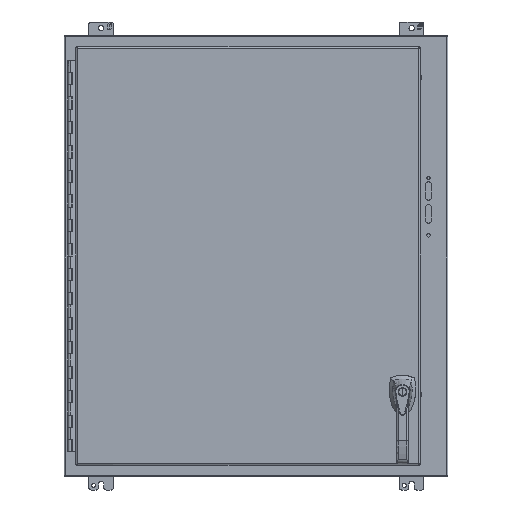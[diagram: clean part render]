
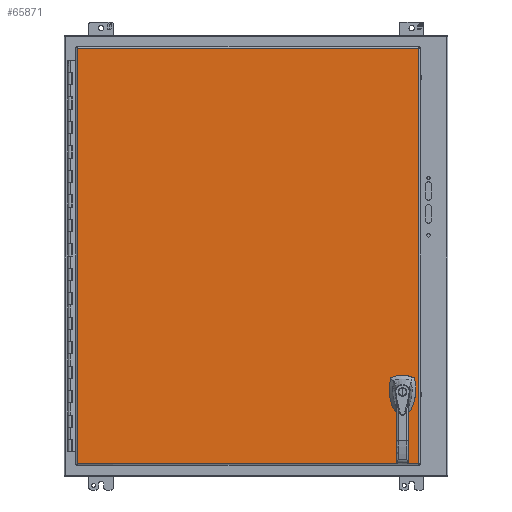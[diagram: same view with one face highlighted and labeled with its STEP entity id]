
A CAD part, front view. The second image highlights one B-rep face of the part: STEP entity #65871.
In plain terms, the highlighted planar face has unit normal (0, -1, 0).
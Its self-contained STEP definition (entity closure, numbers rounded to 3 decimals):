
#111 = VECTOR ( 'NONE', #69776, 1000. ) ;
#134 = ORIENTED_EDGE ( 'NONE', *, *, #79289, .T. ) ;
#1113 = CARTESIAN_POINT ( 'NONE',  ( 294.081, -276.228, -287.209 ) ) ;
#2602 = ORIENTED_EDGE ( 'NONE', *, *, #73206, .T. ) ;
#2874 = CARTESIAN_POINT ( 'NONE',  ( 337.909, -276.228, 431.444 ) ) ;
#4256 = CARTESIAN_POINT ( 'NONE',  ( 337.909, -276.228, -434.188 ) ) ;
#4937 = VECTOR ( 'NONE', #60572, 1000. ) ;
#5037 = ORIENTED_EDGE ( 'NONE', *, *, #67444, .T. ) ;
#11399 = DIRECTION ( 'NONE',  ( 0., 0., -1. ) ) ;
#11811 = CARTESIAN_POINT ( 'NONE',  ( 304.127, -276.228, -316.154 ) ) ;
#12078 = LINE ( 'NONE', #44798, #40449 ) ;
#13116 = DIRECTION ( 'NONE',  ( 1., 0., 0. ) ) ;
#14976 = DIRECTION ( 'NONE',  ( 0., 1., 0. ) ) ;
#15520 = CARTESIAN_POINT ( 'NONE',  ( 309.168, -276.228, -292.214 ) ) ;
#16390 = AXIS2_PLACEMENT_3D ( 'NONE', #44867, #37969, #24618 ) ;
#17401 = DIRECTION ( 'NONE',  ( 0., 1., 0. ) ) ;
#17721 = VECTOR ( 'NONE', #49540, 1000. ) ;
#17940 = VECTOR ( 'NONE', #30050, 1000. ) ;
#18497 = CIRCLE ( 'NONE', #59701, 11.24 ) ;
#18870 = ORIENTED_EDGE ( 'NONE', *, *, #72093, .F. ) ;
#20003 = EDGE_LOOP ( 'NONE', ( #43252, #77455, #2602, #53320 ) ) ;
#20184 = DIRECTION ( 'NONE',  ( 0., 0., -1. ) ) ;
#23176 = DIRECTION ( 'NONE',  ( 0., 0., -1. ) ) ;
#23288 = VERTEX_POINT ( 'NONE', #31737 ) ;
#23302 = VERTEX_POINT ( 'NONE', #76165 ) ;
#24531 = DIRECTION ( 'NONE',  ( 0., 0., -1. ) ) ;
#24618 = DIRECTION ( 'NONE',  ( 0., 0., -1. ) ) ;
#25232 = LINE ( 'NONE', #66135, #77440 ) ;
#26259 = CARTESIAN_POINT ( 'NONE',  ( 294.081, -276.228, -287.209 ) ) ;
#26995 = CARTESIAN_POINT ( 'NONE',  ( 294.081, -276.228, -277.128 ) ) ;
#27957 = VECTOR ( 'NONE', #13116, 1000. ) ;
#30050 = DIRECTION ( 'NONE',  ( 0., 0., -1. ) ) ;
#31737 = CARTESIAN_POINT ( 'NONE',  ( 337.909, -276.228, -431.444 ) ) ;
#34467 = DIRECTION ( 'NONE',  ( 0., 0., -1. ) ) ;
#34624 = VERTEX_POINT ( 'NONE', #62598 ) ;
#34817 = VERTEX_POINT ( 'NONE', #1113 ) ;
#35046 = EDGE_CURVE ( 'NONE', #50671, #73748, #41140, .T. ) ;
#36320 = ORIENTED_EDGE ( 'NONE', *, *, #71591, .T. ) ;
#37481 = FACE_OUTER_BOUND ( 'NONE', #20003, .T. ) ;
#37969 = DIRECTION ( 'NONE',  ( 0., 1., 0. ) ) ;
#39494 = EDGE_CURVE ( 'NONE', #23288, #39611, #69367, .T. ) ;
#39611 = VERTEX_POINT ( 'NONE', #2874 ) ;
#39676 = VECTOR ( 'NONE', #60707, 1000. ) ;
#39783 = CARTESIAN_POINT ( 'NONE',  ( 299.086, -276.228, -272.123 ) ) ;
#40449 = VECTOR ( 'NONE', #82815, 1000. ) ;
#41140 = LINE ( 'NONE', #48893, #4937 ) ;
#41657 = AXIS2_PLACEMENT_3D ( 'NONE', #77131, #78380, #24531 ) ;
#41882 = CARTESIAN_POINT ( 'NONE',  ( 304.127, -276.228, -320.396 ) ) ;
#42763 = EDGE_LOOP ( 'NONE', ( #80509, #134, #18870, #36320, #56775, #71888, #82913, #85377 ) ) ;
#43252 = ORIENTED_EDGE ( 'NONE', *, *, #39494, .T. ) ;
#44004 = CIRCLE ( 'NONE', #46681, 11.24 ) ;
#44798 = CARTESIAN_POINT ( 'NONE',  ( -373.723, -276.228, 431.444 ) ) ;
#44867 = CARTESIAN_POINT ( 'NONE',  ( 304.127, -276.228, -282.169 ) ) ;
#46040 = AXIS2_PLACEMENT_3D ( 'NONE', #11811, #17401, #11399 ) ;
#46448 = EDGE_CURVE ( 'NONE', #56344, #73748, #18497, .T. ) ;
#46681 = AXIS2_PLACEMENT_3D ( 'NONE', #82704, #83142, #23176 ) ;
#46800 = CARTESIAN_POINT ( 'NONE',  ( -370.98, -276.228, -431.444 ) ) ;
#48661 = AXIS2_PLACEMENT_3D ( 'NONE', #79195, #14976, #20184 ) ;
#48893 = CARTESIAN_POINT ( 'NONE',  ( 314.173, -276.228, -277.128 ) ) ;
#49540 = DIRECTION ( 'NONE',  ( -1., 0., 0. ) ) ;
#49847 = CARTESIAN_POINT ( 'NONE',  ( -370.98, -276.228, -434.188 ) ) ;
#50671 = VERTEX_POINT ( 'NONE', #54410 ) ;
#53158 = DIRECTION ( 'NONE',  ( 1., 0., 0. ) ) ;
#53320 = ORIENTED_EDGE ( 'NONE', *, *, #78638, .T. ) ;
#54410 = CARTESIAN_POINT ( 'NONE',  ( 314.173, -276.228, -287.209 ) ) ;
#54497 = VERTEX_POINT ( 'NONE', #39783 ) ;
#54883 = VERTEX_POINT ( 'NONE', #26995 ) ;
#55522 = EDGE_LOOP ( 'NONE', ( #5037 ) ) ;
#56344 = VERTEX_POINT ( 'NONE', #66777 ) ;
#56775 = ORIENTED_EDGE ( 'NONE', *, *, #62190, .F. ) ;
#58258 = CIRCLE ( 'NONE', #48661, 11.24 ) ;
#58520 = FACE_BOUND ( 'NONE', #42763, .T. ) ;
#59701 = AXIS2_PLACEMENT_3D ( 'NONE', #72853, #67206, #34467 ) ;
#60572 = DIRECTION ( 'NONE',  ( 0., 0., 1. ) ) ;
#60707 = DIRECTION ( 'NONE',  ( 0., 0., -1. ) ) ;
#62190 = EDGE_CURVE ( 'NONE', #56344, #54497, #70691, .T. ) ;
#62598 = CARTESIAN_POINT ( 'NONE',  ( 299.086, -276.228, -292.214 ) ) ;
#63503 = VERTEX_POINT ( 'NONE', #46800 ) ;
#65674 = CARTESIAN_POINT ( 'NONE',  ( 309.168, -276.228, -292.214 ) ) ;
#65871 = ADVANCED_FACE ( 'NONE', ( #58520, #37481, #70255 ), #77549, .T. ) ;
#66135 = CARTESIAN_POINT ( 'NONE',  ( -373.723, -276.228, -431.444 ) ) ;
#66245 = EDGE_CURVE ( 'NONE', #34624, #82121, #78189, .T. ) ;
#66777 = CARTESIAN_POINT ( 'NONE',  ( 309.168, -276.228, -272.123 ) ) ;
#67206 = DIRECTION ( 'NONE',  ( 0., 1., 0. ) ) ;
#67444 = EDGE_CURVE ( 'NONE', #71100, #71100, #76352, .T. ) ;
#68870 = LINE ( 'NONE', #49847, #17940 ) ;
#69367 = LINE ( 'NONE', #4256, #111 ) ;
#69776 = DIRECTION ( 'NONE',  ( 0., 0., 1. ) ) ;
#70255 = FACE_BOUND ( 'NONE', #55522, .T. ) ;
#70262 = CARTESIAN_POINT ( 'NONE',  ( 299.086, -276.228, -272.123 ) ) ;
#70691 = LINE ( 'NONE', #70262, #17721 ) ;
#71100 = VERTEX_POINT ( 'NONE', #41882 ) ;
#71591 = EDGE_CURVE ( 'NONE', #54883, #54497, #44004, .T. ) ;
#71888 = ORIENTED_EDGE ( 'NONE', *, *, #46448, .T. ) ;
#72093 = EDGE_CURVE ( 'NONE', #54883, #34817, #80132, .T. ) ;
#72853 = CARTESIAN_POINT ( 'NONE',  ( 304.127, -276.228, -282.169 ) ) ;
#73206 = EDGE_CURVE ( 'NONE', #23302, #63503, #68870, .T. ) ;
#73748 = VERTEX_POINT ( 'NONE', #77982 ) ;
#76165 = CARTESIAN_POINT ( 'NONE',  ( -370.98, -276.228, 431.444 ) ) ;
#76352 = CIRCLE ( 'NONE', #46040, 4.242 ) ;
#77131 = CARTESIAN_POINT ( 'NONE',  ( -373.723, -276.228, -434.188 ) ) ;
#77186 = EDGE_CURVE ( 'NONE', #39611, #23302, #12078, .T. ) ;
#77440 = VECTOR ( 'NONE', #53158, 1000. ) ;
#77455 = ORIENTED_EDGE ( 'NONE', *, *, #77186, .T. ) ;
#77549 = PLANE ( 'NONE',  #41657 ) ;
#77982 = CARTESIAN_POINT ( 'NONE',  ( 314.173, -276.228, -277.128 ) ) ;
#78189 = LINE ( 'NONE', #65674, #27957 ) ;
#78380 = DIRECTION ( 'NONE',  ( 0., -1., 0. ) ) ;
#78638 = EDGE_CURVE ( 'NONE', #63503, #23288, #25232, .T. ) ;
#79195 = CARTESIAN_POINT ( 'NONE',  ( 304.127, -276.228, -282.169 ) ) ;
#79289 = EDGE_CURVE ( 'NONE', #34624, #34817, #58258, .T. ) ;
#80132 = LINE ( 'NONE', #26259, #39676 ) ;
#80509 = ORIENTED_EDGE ( 'NONE', *, *, #66245, .F. ) ;
#82121 = VERTEX_POINT ( 'NONE', #15520 ) ;
#82502 = CIRCLE ( 'NONE', #16390, 11.24 ) ;
#82704 = CARTESIAN_POINT ( 'NONE',  ( 304.127, -276.228, -282.169 ) ) ;
#82815 = DIRECTION ( 'NONE',  ( -1., 0., 0. ) ) ;
#82913 = ORIENTED_EDGE ( 'NONE', *, *, #35046, .F. ) ;
#83142 = DIRECTION ( 'NONE',  ( 0., 1., 0. ) ) ;
#84790 = EDGE_CURVE ( 'NONE', #50671, #82121, #82502, .T. ) ;
#85377 = ORIENTED_EDGE ( 'NONE', *, *, #84790, .T. ) ;
